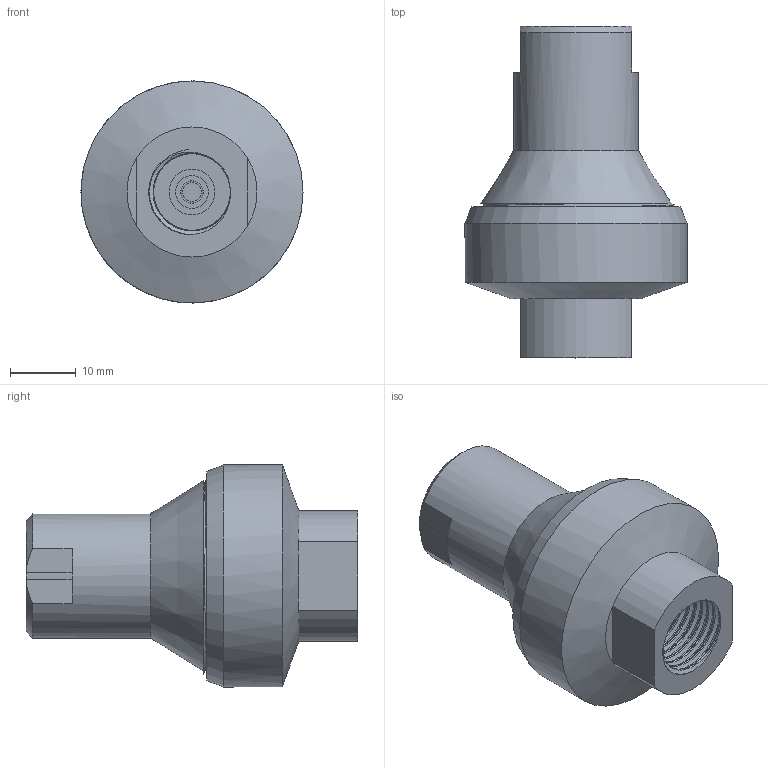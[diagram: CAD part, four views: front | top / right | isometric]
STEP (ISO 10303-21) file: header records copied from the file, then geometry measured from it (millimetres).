
FILE_DESCRIPTION(/* description */ (''),/* implementation_level */ '2;1');
FILE_NAME(/* name */ '239A.step',/* time_stamp */ '2016-09-06T12:05:39+02:00',/* author */ (''),/* organization */ (''),/* preprocessor_version */ 'ST-DEVELOPER v16.5',/* originating_system */ 'Autodesk Translation Framework v5.1.0.2740',/* authorisation */ '');
FILE_SCHEMA (('AUTOMOTIVE_DESIGN { 1 0 10303 214 3 1 1 }'));
Length unit declared in the file: centimetre
Products named in the file (5): 239 v2; 239-Unterteil v3; 239-Oberteil v2; 239-Membrane v3; 239-Dichtkörper v2
Assembly tree (4 placements, depth 2):
  239 v2
    239-Unterteil v3
    239-Oberteil v2
    239-Membrane v3
    239-Dichtkörper v2
Bounding box: 33.8 x 50.5 x 33.8 mm (x, y, z)
Volume: 14973 mm3; surface area: 16009 mm2
Topology: 7 solids, 9 shells, 142 faces, 316 edges, 196 vertices
Faces by surface type: plane 60, cylinder 40, bspline 23, cone 13, torus 6
Full cylindrical faces by diameter (mm): 1.5 x1, 2.828 x1, 3.4 x1, 3.45 x1, 4.37 x1, 5 x2, 5.75 x2, 6 x1, 7 x1, 9 x1, 9.8 x1, 10 x1, 13 x2, 14 x1, 19.011 x1, 22.6 x1, 23.18 x1, 28 x1, 33.8 x1
Entity records: 15477 total; most frequent: CARTESIAN_POINT 12471, DIRECTION 590, ORIENTED_EDGE 538, EDGE_CURVE 268, AXIS2_PLACEMENT_3D 261, EDGE_LOOP 208, VERTEX_POINT 186, FACE_OUTER_BOUND 142
